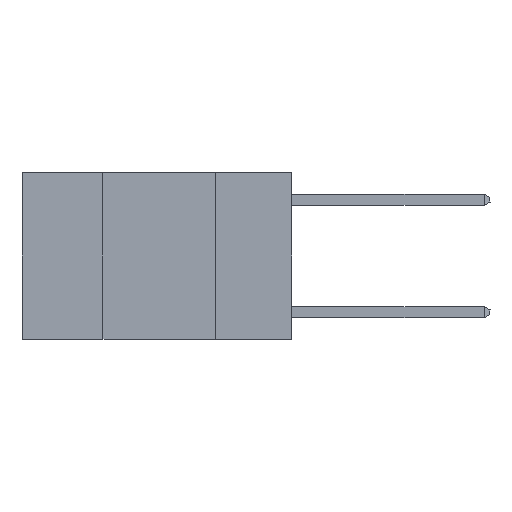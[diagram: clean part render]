
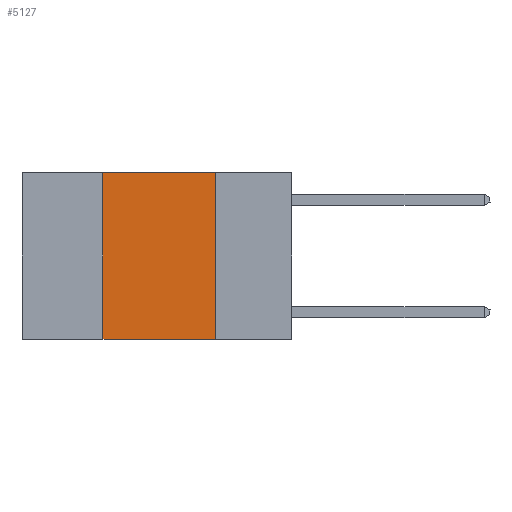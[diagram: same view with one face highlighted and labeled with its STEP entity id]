
A CAD part, left-side view. The second image highlights one B-rep face of the part: STEP entity #5127.
In plain terms, the highlighted planar face has unit normal (-1, 0, 0).
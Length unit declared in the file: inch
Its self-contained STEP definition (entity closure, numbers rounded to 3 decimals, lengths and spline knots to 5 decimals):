
#1717 = CARTESIAN_POINT ( 'NONE',  ( 0., 0.6, 0. ) ) ;
#1773 = VERTEX_POINT ( 'NONE', #24271 ) ;
#2201 = DIRECTION ( 'NONE',  ( 0., 0., -1. ) ) ;
#2777 = CARTESIAN_POINT ( 'NONE',  ( 0., 0.6, -0.37 ) ) ;
#4185 = DIRECTION ( 'NONE',  ( 0., 0., -1. ) ) ;
#4442 = ORIENTED_EDGE ( 'NONE', *, *, #30354, .T. ) ;
#4677 = LINE ( 'NONE', #16458, #19154 ) ;
#4962 = LINE ( 'NONE', #2777, #5346 ) ;
#5127 = ADVANCED_FACE ( 'NONE', ( #8703 ), #11634, .F. ) ;
#5346 = VECTOR ( 'NONE', #7116, 39.37008 ) ;
#6111 = VECTOR ( 'NONE', #27191, 39.37008 ) ;
#7116 = DIRECTION ( 'NONE',  ( 0., -1., 0. ) ) ;
#8127 = LINE ( 'NONE', #29809, #6111 ) ;
#8703 = FACE_OUTER_BOUND ( 'NONE', #13849, .T. ) ;
#9533 = CARTESIAN_POINT ( 'NONE',  ( 0., 0.17, 0. ) ) ;
#10744 = LINE ( 'NONE', #1717, #19476 ) ;
#11634 = PLANE ( 'NONE',  #28936 ) ;
#12984 = ORIENTED_EDGE ( 'NONE', *, *, #29943, .F. ) ;
#13849 = EDGE_LOOP ( 'NONE', ( #12984, #14708, #19923, #4442 ) ) ;
#14708 = ORIENTED_EDGE ( 'NONE', *, *, #24791, .F. ) ;
#15141 = VERTEX_POINT ( 'NONE', #9533 ) ;
#15381 = VERTEX_POINT ( 'NONE', #15420 ) ;
#15420 = CARTESIAN_POINT ( 'NONE',  ( 0., 0.17, -0.37 ) ) ;
#15902 = VERTEX_POINT ( 'NONE', #28309 ) ;
#16458 = CARTESIAN_POINT ( 'NONE',  ( 0., 0.17, 0. ) ) ;
#17700 = DIRECTION ( 'NONE',  ( 0., -1., 0. ) ) ;
#18089 = EDGE_CURVE ( 'NONE', #15902, #1773, #8127, .T. ) ;
#18140 = CARTESIAN_POINT ( 'NONE',  ( 0., 0.6, 0. ) ) ;
#19154 = VECTOR ( 'NONE', #2201, 39.37008 ) ;
#19476 = VECTOR ( 'NONE', #17700, 39.37008 ) ;
#19923 = ORIENTED_EDGE ( 'NONE', *, *, #18089, .F. ) ;
#23386 = DIRECTION ( 'NONE',  ( 1., 0., 0. ) ) ;
#24271 = CARTESIAN_POINT ( 'NONE',  ( 0., 0.42, 0. ) ) ;
#24791 = EDGE_CURVE ( 'NONE', #1773, #15141, #10744, .T. ) ;
#27191 = DIRECTION ( 'NONE',  ( 0., 0., 1. ) ) ;
#28309 = CARTESIAN_POINT ( 'NONE',  ( 0., 0.42, -0.37 ) ) ;
#28936 = AXIS2_PLACEMENT_3D ( 'NONE', #18140, #23386, #4185 ) ;
#29809 = CARTESIAN_POINT ( 'NONE',  ( 0., 0.42, 0. ) ) ;
#29943 = EDGE_CURVE ( 'NONE', #15141, #15381, #4677, .T. ) ;
#30354 = EDGE_CURVE ( 'NONE', #15902, #15381, #4962, .T. ) ;
